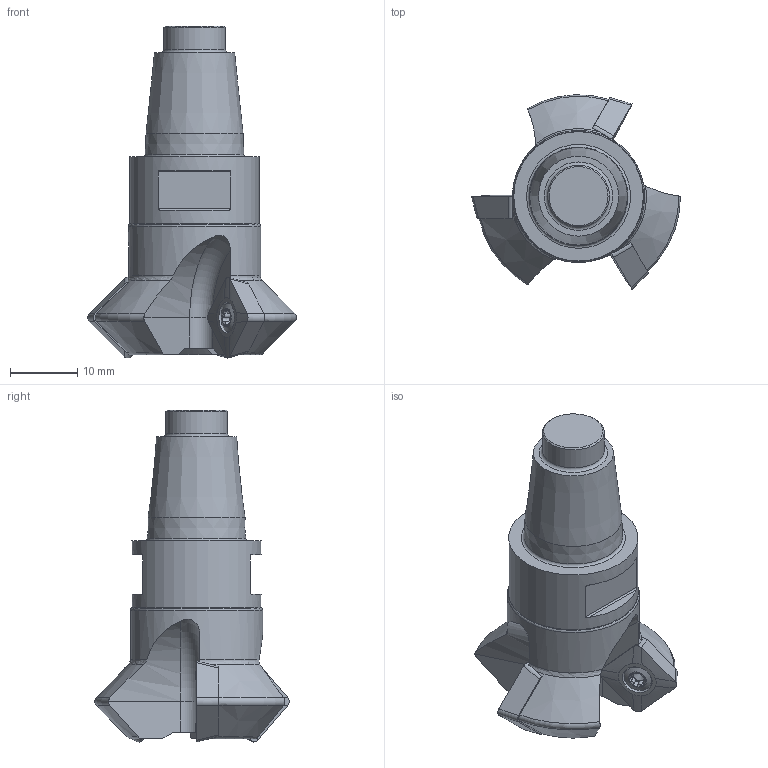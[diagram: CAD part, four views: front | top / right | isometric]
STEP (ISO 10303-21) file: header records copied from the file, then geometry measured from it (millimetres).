
FILE_DESCRIPTION(/* description */ (''),/* implementation_level */ '2;1');
FILE_NAME(/* name */ '1562213689583.stp',/* time_stamp */ '2019-07-04T09:44:59+05:00',/* author */ (''),/* organization */ ('SMS'),/* preprocessor_version */ 'ST-DEVELOPER v15',/* originating_system */ 'SIEMENS PLM Software NX 8.5',/* authorisation */ '');
FILE_SCHEMA (('AUTOMOTIVE_DESIGN { 1 0 10303 214 3 1 1 1 }'));
Length unit declared in the file: millimetre
Products named in the file (4): 202410841mod000_00; ASSEMBLY_CONSTRUCTION; 202430935mod000_00; 202430936mod000_00
Assembly tree (5 placements, depth 2):
  202430936mod000_00
    202430935mod000_00
    ASSEMBLY_CONSTRUCTION
    202410841mod000_00  x3
Bounding box: 31.14 x 29 x 49.5 mm (x, y, z)
Volume: 10753.3 mm3; surface area: 4684.7 mm2
Topology: 4 solids, 4 shells, 288 faces, 762 edges, 508 vertices
Faces by surface type: plane 106, bspline 45, cone 43, extrusion 39, torus 30, cylinder 22, sphere 3
Full cylindrical faces by diameter (mm): 2.7 x3, 3 x3, 3.4 x3, 4.2 x3, 9.2 x1, 19.3 x1, 19.705 x1
Entity records: 10880 total; most frequent: CARTESIAN_POINT 5148, ORIENTED_EDGE 1186, DIRECTION 1025, EDGE_CURVE 593, AXIS2_PLACEMENT_3D 418, VERTEX_POINT 401, EDGE_LOOP 291, B_SPLINE_CURVE_WITH_KNOTS 264
